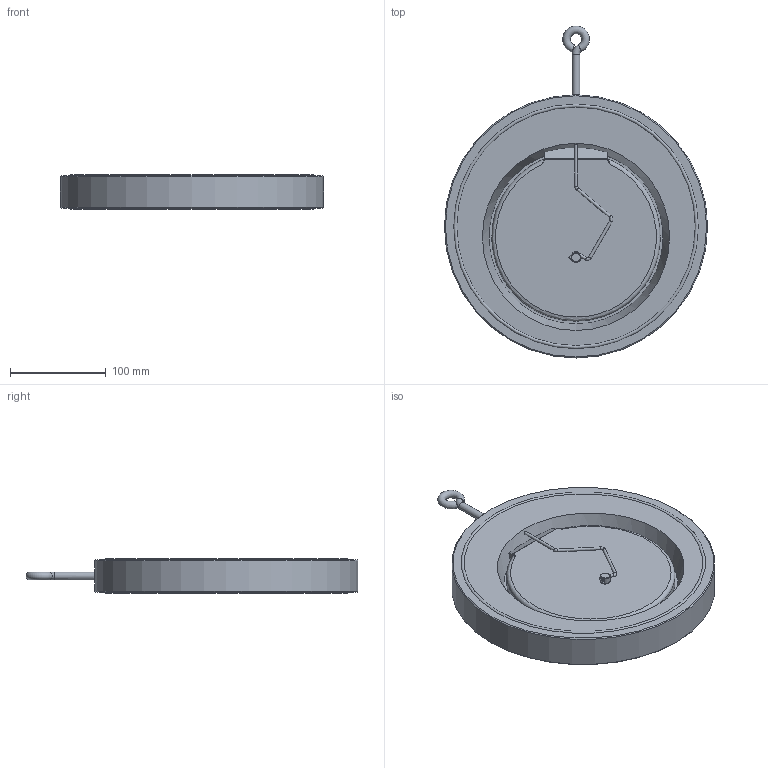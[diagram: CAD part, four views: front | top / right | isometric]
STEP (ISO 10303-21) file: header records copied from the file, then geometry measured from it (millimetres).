
FILE_DESCRIPTION (( 'STEP AP214' ), '1' );
FILE_NAME ('920-200-F.STEP', '2021-11-23T10:52:14', ( 'admin' ), ( 'Hewlett-Packard Company' ), 'SwSTEP 2.0', 'SolidWorks 2015', '' );
FILE_SCHEMA (( 'AUTOMOTIVE_DESIGN' ));
Length unit declared in the file: millimetre
Products named in the file (1): 920-200-F
Bounding box: 275 x 347 x 35.79 mm (x, y, z)
Volume: 1564463.4 mm3; surface area: 184163.5 mm2
Topology: 1 solids, 2 shells, 66 faces, 159 edges, 101 vertices
Faces by surface type: cylinder 21, plane 19, torus 18, cone 6, bspline 2
Full cylindrical faces by diameter (mm): 3 x5, 6.75 x1, 8 x1, 10 x1, 154 x1, 275 x1
Entity records: 2199 total; most frequent: CARTESIAN_POINT 809, DIRECTION 277, ORIENTED_EDGE 240, AXIS2_PLACEMENT_3D 129, EDGE_CURVE 120, EDGE_LOOP 107, VERTEX_POINT 91, FACE_OUTER_BOUND 89
